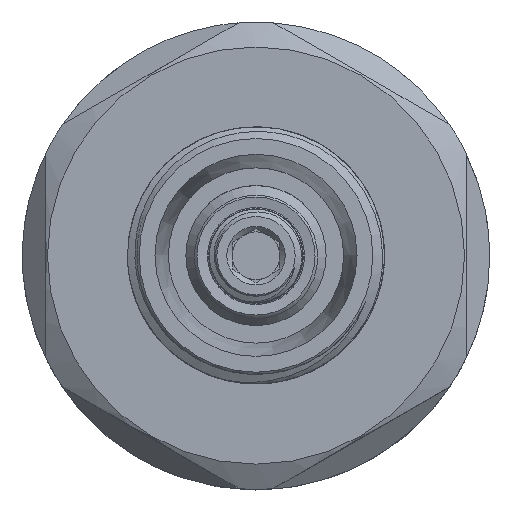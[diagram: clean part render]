
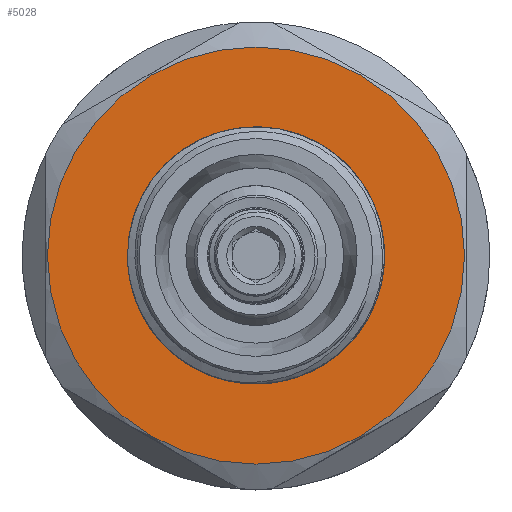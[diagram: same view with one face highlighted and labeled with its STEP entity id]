
A CAD part, top view. The second image highlights one B-rep face of the part: STEP entity #5028.
In plain terms, the highlighted planar face has unit normal (0, 0, 1).
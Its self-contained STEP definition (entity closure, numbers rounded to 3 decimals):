
#89=FACE_BOUND('',#942,.T.);
#143=PLANE('',#5590);
#600=FACE_OUTER_BOUND('',#941,.T.);
#941=EDGE_LOOP('',(#4438));
#942=EDGE_LOOP('',(#4439));
#1222=CIRCLE('',#5591,17.85);
#1223=CIRCLE('',#5592,10.85);
#2356=VERTEX_POINT('',#13453);
#2357=VERTEX_POINT('',#13455);
#3080=EDGE_CURVE('',#2356,#2356,#1222,.T.);
#3081=EDGE_CURVE('',#2357,#2357,#1223,.T.);
#4438=ORIENTED_EDGE('',*,*,#3080,.T.);
#4439=ORIENTED_EDGE('',*,*,#3081,.T.);
#5028=ADVANCED_FACE('',(#600,#89),#143,.T.);
#5590=AXIS2_PLACEMENT_3D('',#13452,#6866,#6867);
#5591=AXIS2_PLACEMENT_3D('',#13454,#6868,#6869);
#5592=AXIS2_PLACEMENT_3D('',#13456,#6870,#6871);
#6866=DIRECTION('center_axis',(0.,0.,1.));
#6867=DIRECTION('ref_axis',(1.,0.,0.));
#6868=DIRECTION('center_axis',(0.,0.,1.));
#6869=DIRECTION('ref_axis',(1.,0.,0.));
#6870=DIRECTION('center_axis',(0.,0.,-1.));
#6871=DIRECTION('ref_axis',(1.,0.,0.));
#13452=CARTESIAN_POINT('Origin',(0.,9.85,39.7));
#13453=CARTESIAN_POINT('',(17.85,0.,39.7));
#13454=CARTESIAN_POINT('Origin',(0.,0.,39.7));
#13455=CARTESIAN_POINT('',(-10.85,0.,39.7));
#13456=CARTESIAN_POINT('Origin',(0.,0.,39.7));
